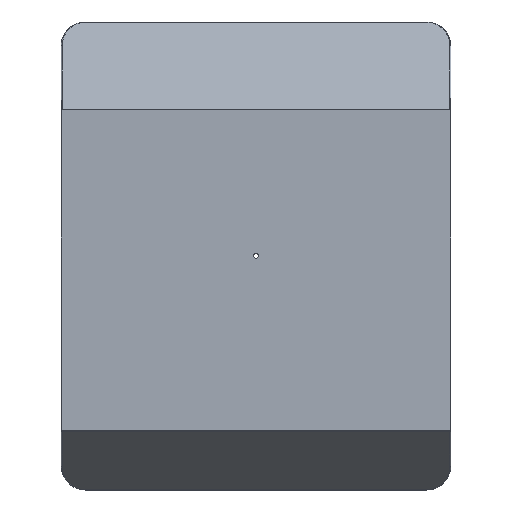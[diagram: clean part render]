
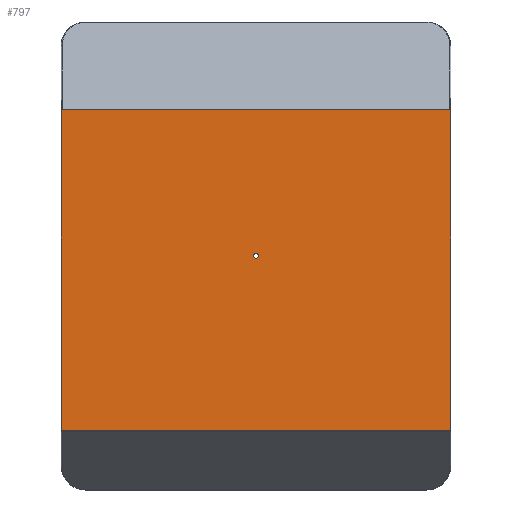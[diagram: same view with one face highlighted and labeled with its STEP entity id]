
A CAD part, top view. The second image highlights one B-rep face of the part: STEP entity #797.
In plain terms, the highlighted planar face has unit normal (0, 0, 1).
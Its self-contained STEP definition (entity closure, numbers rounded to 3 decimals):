
#24=CIRCLE('',#903,2.5);
#38=FACE_BOUND('',#139,.T.);
#52=PLANE('',#900);
#89=FACE_OUTER_BOUND('',#138,.T.);
#138=EDGE_LOOP('',(#684,#685,#686,#687,#688,#689,#690,#691));
#139=EDGE_LOOP('',(#692));
#173=LINE('',#1263,#231);
#187=LINE('',#1323,#245);
#196=LINE('',#1358,#254);
#202=LINE('',#1459,#260);
#231=VECTOR('',#1003,10.);
#245=VECTOR('',#1053,10.);
#254=VECTOR('',#1092,10.);
#260=VECTOR('',#1130,10.);
#304=ELLIPSE('',#890,1.202,1.);
#308=ELLIPSE('',#899,1.202,1.);
#309=ELLIPSE('',#901,1.426,1.);
#310=ELLIPSE('',#902,1.426,1.);
#346=VERTEX_POINT('',#1260);
#347=VERTEX_POINT('',#1262);
#362=VERTEX_POINT('',#1320);
#363=VERTEX_POINT('',#1322);
#373=VERTEX_POINT('',#1356);
#374=VERTEX_POINT('',#1357);
#382=VERTEX_POINT('',#1456);
#383=VERTEX_POINT('',#1458);
#384=VERTEX_POINT('',#1461);
#431=EDGE_CURVE('',#347,#346,#173,.T.);
#457=EDGE_CURVE('',#363,#362,#187,.T.);
#474=EDGE_CURVE('',#373,#374,#196,.T.);
#480=EDGE_CURVE('',#363,#373,#304,.T.);
#490=EDGE_CURVE('',#374,#346,#308,.T.);
#491=EDGE_CURVE('',#382,#362,#309,.T.);
#492=EDGE_CURVE('',#382,#383,#202,.T.);
#493=EDGE_CURVE('',#347,#383,#310,.T.);
#494=EDGE_CURVE('',#384,#384,#24,.T.);
#684=ORIENTED_EDGE('',*,*,#490,.F.);
#685=ORIENTED_EDGE('',*,*,#474,.F.);
#686=ORIENTED_EDGE('',*,*,#480,.F.);
#687=ORIENTED_EDGE('',*,*,#457,.T.);
#688=ORIENTED_EDGE('',*,*,#491,.F.);
#689=ORIENTED_EDGE('',*,*,#492,.T.);
#690=ORIENTED_EDGE('',*,*,#493,.F.);
#691=ORIENTED_EDGE('',*,*,#431,.T.);
#692=ORIENTED_EDGE('',*,*,#494,.T.);
#797=ADVANCED_FACE('',(#89,#38),#52,.T.);
#890=AXIS2_PLACEMENT_3D('',#1368,#1103,#1104);
#899=AXIS2_PLACEMENT_3D('',#1454,#1124,#1125);
#900=AXIS2_PLACEMENT_3D('',#1455,#1126,#1127);
#901=AXIS2_PLACEMENT_3D('',#1457,#1128,#1129);
#902=AXIS2_PLACEMENT_3D('',#1460,#1131,#1132);
#903=AXIS2_PLACEMENT_3D('',#1462,#1133,#1134);
#1003=DIRECTION('',(0.,-1.,0.));
#1053=DIRECTION('',(0.,1.,0.));
#1092=DIRECTION('',(-1.,0.,0.));
#1103=DIRECTION('center_axis',(0.,0.,-1.));
#1104=DIRECTION('ref_axis',(0.,-1.,0.));
#1124=DIRECTION('center_axis',(0.,0.,-1.));
#1125=DIRECTION('ref_axis',(0.,-1.,0.));
#1126=DIRECTION('center_axis',(0.,0.,1.));
#1127=DIRECTION('ref_axis',(1.,0.,0.));
#1128=DIRECTION('center_axis',(0.,0.,-1.));
#1129=DIRECTION('ref_axis',(0.,1.,0.));
#1130=DIRECTION('',(-1.,0.,0.));
#1131=DIRECTION('center_axis',(0.,0.,-1.));
#1132=DIRECTION('ref_axis',(0.,1.,0.));
#1133=DIRECTION('center_axis',(0.,0.,-1.));
#1134=DIRECTION('ref_axis',(1.,0.,0.));
#1260=CARTESIAN_POINT('',(-200.,-178.798,200.));
#1262=CARTESIAN_POINT('',(-200.,148.574,200.));
#1263=CARTESIAN_POINT('',(-200.,-170.,200.));
#1320=CARTESIAN_POINT('',(200.,148.574,200.));
#1322=CARTESIAN_POINT('',(200.,-178.798,200.));
#1323=CARTESIAN_POINT('',(200.,0.,200.));
#1356=CARTESIAN_POINT('',(199.832,-179.465,200.));
#1357=CARTESIAN_POINT('',(-199.832,-179.465,200.));
#1358=CARTESIAN_POINT('',(-100.,-179.465,200.));
#1368=CARTESIAN_POINT('Origin',(199.,-178.798,200.));
#1454=CARTESIAN_POINT('Origin',(-199.,-178.798,200.));
#1455=CARTESIAN_POINT('Origin',(0.,0.,200.));
#1456=CARTESIAN_POINT('',(199.,150.,200.));
#1457=CARTESIAN_POINT('Origin',(199.,148.574,200.));
#1458=CARTESIAN_POINT('',(-199.,150.,200.));
#1459=CARTESIAN_POINT('',(-100.,150.,200.));
#1460=CARTESIAN_POINT('Origin',(-199.,148.574,200.));
#1461=CARTESIAN_POINT('',(-2.5,0.,200.));
#1462=CARTESIAN_POINT('Origin',(0.,0.,
200.));
